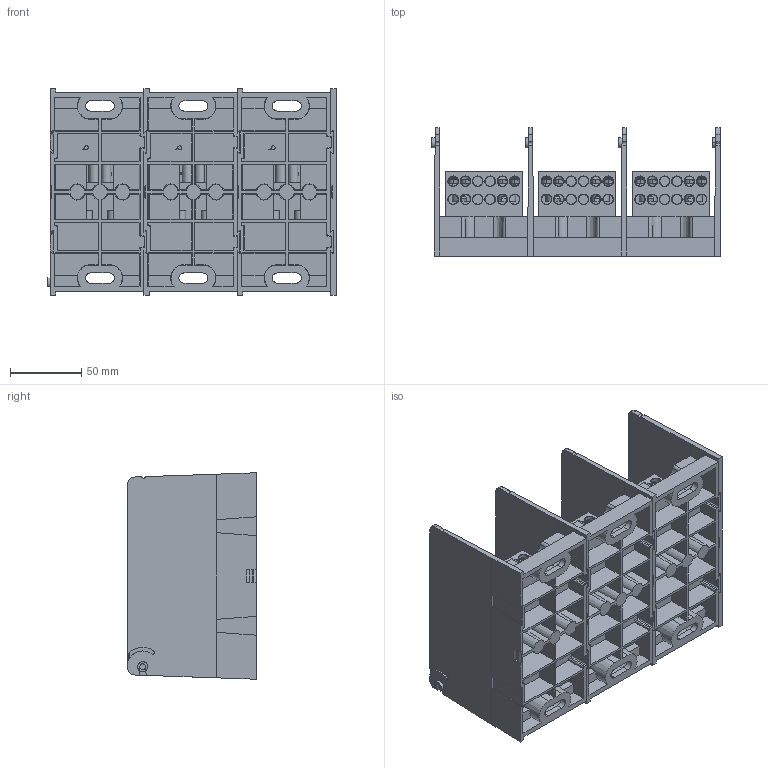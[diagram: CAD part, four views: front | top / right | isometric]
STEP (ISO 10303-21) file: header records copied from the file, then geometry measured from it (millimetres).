
FILE_DESCRIPTION (( 'STEP AP214' ), '1' );
FILE_NAME ('702019rev-3P.STEP', '2015-06-18T19:00:01', ( '' ), ( '' ), 'SwSTEP 2.0', 'SolidWorks 2014', '' );
FILE_SCHEMA (( 'AUTOMOTIVE_DESIGN' ));
Length unit declared in the file: inch
Products named in the file (1): 702019rev-3P
Bounding box: 202.31 x 90.17 x 144.78 mm (x, y, z)
Surface area: 274732.4 mm2 (no closed solid volume)
Topology: 0 solids, 95 shells, 1302 faces, 4658 edges, 3320 vertices
Faces by surface type: plane 581, cone 357, cylinder 352, bspline 12
Full cylindrical faces by diameter (mm): 12.7 x6
Entity records: 77335 total; most frequent: CARTESIAN_POINT 22872, ORIENTED_EDGE 7572, DIRECTION 7075, EDGE_CURVE 4658, VERTEX_POINT 3320, VECTOR 2599, LINE 2599, AXIS2_PLACEMENT_3D 2238
